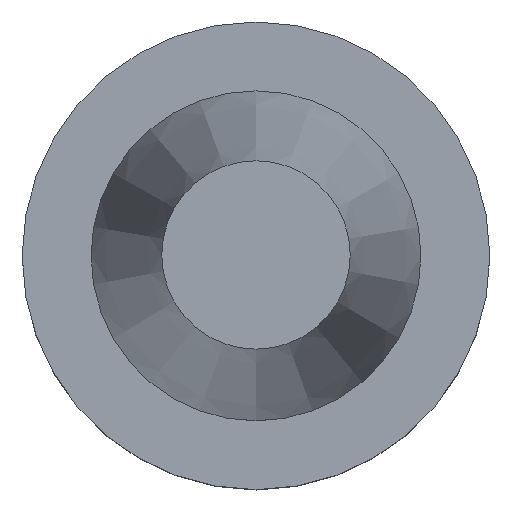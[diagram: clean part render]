
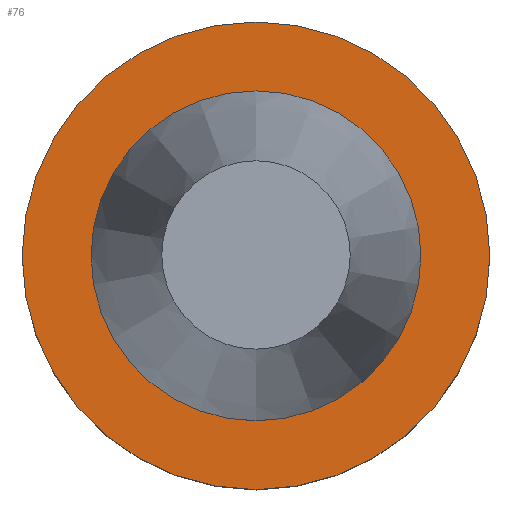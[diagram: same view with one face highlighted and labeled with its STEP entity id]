
A CAD part, top view. The second image highlights one B-rep face of the part: STEP entity #76.
In plain terms, the highlighted planar face has unit normal (0, 0, 1).
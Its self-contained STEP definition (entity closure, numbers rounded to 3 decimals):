
#76=ADVANCED_FACE('',(#96,#97),#98,.T.);
#96=FACE_OUTER_BOUND('',#145,.T.);
#97=FACE_BOUND('',#146,.T.);
#98=PLANE('',#147);
#145=EDGE_LOOP('',(#196));
#146=EDGE_LOOP('',(#197));
#147=AXIS2_PLACEMENT_3D('',#198,#199,#200);
#196=ORIENTED_EDGE('',*,*,#276,.F.);
#197=ORIENTED_EDGE('',*,*,#274,.T.);
#198=CARTESIAN_POINT('',(0.,26.863,-1.));
#199=DIRECTION('',(0.,0.,1.0));
#200=DIRECTION('',(0.,-1.0,0.));
#274=EDGE_CURVE('',#290,#290,#291,.T.);
#276=EDGE_CURVE('',#294,#294,#295,.T.);
#290=VERTEX_POINT('',#322);
#291=CIRCLE('',#323,22.225);
#294=VERTEX_POINT('',#326);
#295=CIRCLE('',#327,31.5);
#322=CARTESIAN_POINT('',(0.,22.225,-1.));
#323=AXIS2_PLACEMENT_3D('',#354,#355,#356);
#326=CARTESIAN_POINT('',(0.,31.5,-1.));
#327=AXIS2_PLACEMENT_3D('',#360,#361,#362);
#354=CARTESIAN_POINT('',(0.,0.,-1.0));
#355=DIRECTION('',(0.,0.,-1.0));
#356=DIRECTION('',(0.,1.0,0.));
#360=CARTESIAN_POINT('',(0.,0.,-1.0));
#361=DIRECTION('',(0.,0.,-1.0));
#362=DIRECTION('',(0.,1.0,0.));
